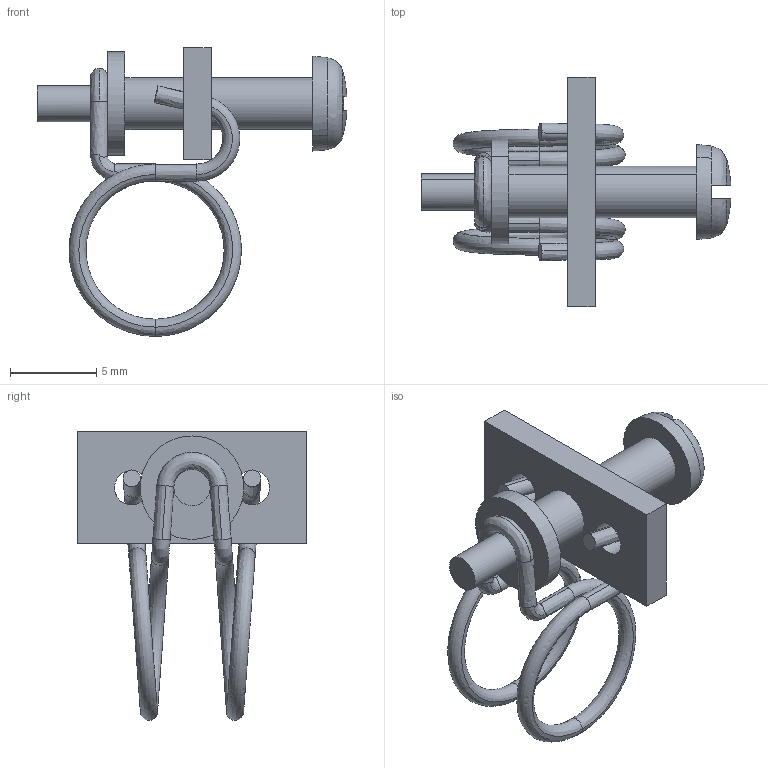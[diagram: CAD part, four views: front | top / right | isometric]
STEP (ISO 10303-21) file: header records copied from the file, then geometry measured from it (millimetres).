
FILE_DESCRIPTION((''),'2;1');
FILE_NAME('','2009-05-18T09:46:08',(''),(''),'','CADfix','');
FILE_SCHEMA(('AUTOMOTIVE_DESIGN { 1 0 10303 214 1 1 1 1 }'));
Length unit declared in the file: millimetre
Bounding box: 17.98 x 13.3 x 16.75 mm (x, y, z)
Volume: 344.2 mm3; surface area: 824.7 mm2
Topology: 3 solids, 3 shells, 75 faces, 248 edges, 182 vertices
Faces by surface type: bspline 75
Entity records: 6822 total; most frequent: CARTESIAN_POINT 5308, ORIENTED_EDGE 496, EDGE_CURVE 248, B_SPLINE_CURVE_WITH_KNOTS 190, VERTEX_POINT 182, EDGE_LOOP 84, FACE_OUTER_BOUND 75, ADVANCED_FACE 75
